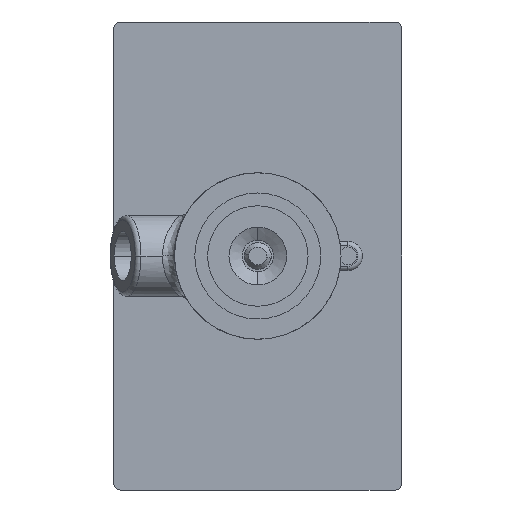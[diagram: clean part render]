
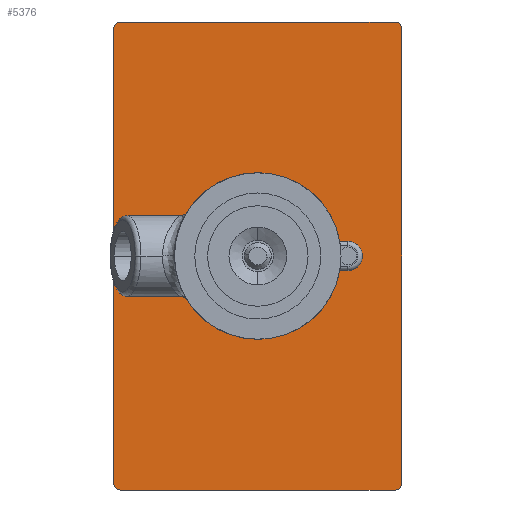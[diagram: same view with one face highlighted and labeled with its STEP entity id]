
A CAD part, left-side view. The second image highlights one B-rep face of the part: STEP entity #5376.
In plain terms, the highlighted planar face has unit normal (-1, 0, 0).
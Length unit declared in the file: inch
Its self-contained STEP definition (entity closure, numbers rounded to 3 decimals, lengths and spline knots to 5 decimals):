
#5113=CARTESIAN_POINT('',(-1.3644,0.,0.));
#5114=DIRECTION('',(1.,0.,0.));
#5115=DIRECTION('',(0.,-1.,0.));
#5116=AXIS2_PLACEMENT_3D('',#5113,#5114,#5115);
#5118=CARTESIAN_POINT('',(-1.3644,0.,0.));
#5119=DIRECTION('',(1.,0.,0.));
#5120=DIRECTION('',(0.,1.,0.));
#5121=AXIS2_PLACEMENT_3D('',#5118,#5119,#5120);
#5123=CARTESIAN_POINT('',(-1.3644,-1.25,0.));
#5124=DIRECTION('',(-1.,0.,0.));
#5125=DIRECTION('',(0.,1.,0.));
#5126=AXIS2_PLACEMENT_3D('',#5123,#5124,#5125);
#5128=CARTESIAN_POINT('',(-1.3644,-1.25,0.));
#5129=DIRECTION('',(-1.,0.,0.));
#5130=DIRECTION('',(0.,-1.,0.));
#5131=AXIS2_PLACEMENT_3D('',#5128,#5129,#5130);
#5133=CARTESIAN_POINT('',(-1.3644,1.25,0.));
#5134=DIRECTION('',(-1.,0.,0.));
#5135=DIRECTION('',(0.,1.,0.));
#5136=AXIS2_PLACEMENT_3D('',#5133,#5134,#5135);
#5138=CARTESIAN_POINT('',(-1.3644,1.25,0.));
#5139=DIRECTION('',(-1.,0.,0.));
#5140=DIRECTION('',(0.,-1.,0.));
#5141=AXIS2_PLACEMENT_3D('',#5138,#5139,#5140);
#5143=CARTESIAN_POINT('',(-1.3644,-1.90625,3.15625));
#5144=DIRECTION('',(-1.,0.,0.));
#5145=DIRECTION('',(0.,-1.,0.));
#5146=AXIS2_PLACEMENT_3D('',#5143,#5144,#5145);
#5148=DIRECTION('',(0.,0.,1.));
#5149=VECTOR('',#5148,6.3125);
#5150=CARTESIAN_POINT('',(-1.3644,-2.,-3.15625));
#5151=LINE('',#5150,#5149);
#5152=CARTESIAN_POINT('',(-1.3644,-1.90625,-3.15625));
#5153=DIRECTION('',(-1.,0.,0.));
#5154=DIRECTION('',(0.,0.,-1.));
#5155=AXIS2_PLACEMENT_3D('',#5152,#5153,#5154);
#5157=DIRECTION('',(0.,-1.,0.));
#5158=VECTOR('',#5157,3.8125);
#5159=CARTESIAN_POINT('',(-1.3644,1.90625,-3.25));
#5160=LINE('',#5159,#5158);
#5161=CARTESIAN_POINT('',(-1.3644,1.90625,-3.15625));
#5162=DIRECTION('',(-1.,0.,0.));
#5163=DIRECTION('',(0.,1.,0.));
#5164=AXIS2_PLACEMENT_3D('',#5161,#5162,#5163);
#5166=DIRECTION('',(0.,0.,-1.));
#5167=VECTOR('',#5166,6.3125);
#5168=CARTESIAN_POINT('',(-1.3644,2.,3.15625));
#5169=LINE('',#5168,#5167);
#5170=CARTESIAN_POINT('',(-1.3644,1.90625,3.15625));
#5171=DIRECTION('',(-1.,0.,0.));
#5172=DIRECTION('',(0.,0.,1.));
#5173=AXIS2_PLACEMENT_3D('',#5170,#5171,#5172);
#5175=DIRECTION('',(0.,1.,0.));
#5176=VECTOR('',#5175,3.8125);
#5177=CARTESIAN_POINT('',(-1.3644,-1.90625,3.25));
#5178=LINE('',#5177,#5176);
#5223=CARTESIAN_POINT('',(-1.3644,-0.925,0.));
#5224=CARTESIAN_POINT('',(-1.3644,0.925,0.));
#5225=VERTEX_POINT('',#5223);
#5226=VERTEX_POINT('',#5224);
#5227=CARTESIAN_POINT('',(-1.3644,-1.395,0.));
#5228=CARTESIAN_POINT('',(-1.3644,-1.105,0.));
#5229=VERTEX_POINT('',#5227);
#5230=VERTEX_POINT('',#5228);
#5231=CARTESIAN_POINT('',(-1.3644,1.105,0.));
#5232=CARTESIAN_POINT('',(-1.3644,1.395,0.));
#5233=VERTEX_POINT('',#5231);
#5234=VERTEX_POINT('',#5232);
#5239=CARTESIAN_POINT('',(-1.3644,-2.,3.15625));
#5240=VERTEX_POINT('',#5239);
#5241=CARTESIAN_POINT('',(-1.3644,-1.90625,3.25));
#5242=VERTEX_POINT('',#5241);
#5247=CARTESIAN_POINT('',(-1.3644,1.90625,3.25));
#5248=VERTEX_POINT('',#5247);
#5249=CARTESIAN_POINT('',(-1.3644,2.,3.15625));
#5250=VERTEX_POINT('',#5249);
#5255=CARTESIAN_POINT('',(-1.3644,-1.90625,-3.25));
#5256=VERTEX_POINT('',#5255);
#5257=CARTESIAN_POINT('',(-1.3644,-2.,-3.15625));
#5258=VERTEX_POINT('',#5257);
#5263=CARTESIAN_POINT('',(-1.3644,2.,-3.15625));
#5264=VERTEX_POINT('',#5263);
#5265=CARTESIAN_POINT('',(-1.3644,1.90625,-3.25));
#5266=VERTEX_POINT('',#5265);
#5337=CARTESIAN_POINT('',(-1.3644,0.,0.));
#5338=DIRECTION('',(-1.,0.,0.));
#5339=DIRECTION('',(0.,-1.,0.));
#5340=AXIS2_PLACEMENT_3D('',#5337,#5338,#5339);
#5341=PLANE('',#5340);
#5343=ORIENTED_EDGE('',*,*,#5342,.F.);
#5345=ORIENTED_EDGE('',*,*,#5344,.F.);
#5347=ORIENTED_EDGE('',*,*,#5346,.F.);
#5349=ORIENTED_EDGE('',*,*,#5348,.F.);
#5351=ORIENTED_EDGE('',*,*,#5350,.F.);
#5353=ORIENTED_EDGE('',*,*,#5352,.F.);
#5355=ORIENTED_EDGE('',*,*,#5354,.F.);
#5357=ORIENTED_EDGE('',*,*,#5356,.F.);
#5358=EDGE_LOOP('',(#5343,#5345,#5347,#5349,#5351,#5353,#5355,#5357));
#5359=FACE_OUTER_BOUND('',#5358,.F.);
#5361=ORIENTED_EDGE('',*,*,#5360,.T.);
#5363=ORIENTED_EDGE('',*,*,#5362,.T.);
#5364=EDGE_LOOP('',(#5361,#5363));
#5365=FACE_BOUND('',#5364,.F.);
#5367=ORIENTED_EDGE('',*,*,#5366,.T.);
#5369=ORIENTED_EDGE('',*,*,#5368,.T.);
#5370=EDGE_LOOP('',(#5367,#5369));
#5371=FACE_BOUND('',#5370,.F.);
#5372=ORIENTED_EDGE('',*,*,#5317,.F.);
#5373=ORIENTED_EDGE('',*,*,#5331,.F.);
#5374=EDGE_LOOP('',(#5372,#5373));
#5375=FACE_BOUND('',#5374,.F.);
#5117=CIRCLE('',#5116,0.925);
#5122=CIRCLE('',#5121,0.925);
#5127=CIRCLE('',#5126,0.145);
#5132=CIRCLE('',#5131,0.145);
#5137=CIRCLE('',#5136,0.145);
#5142=CIRCLE('',#5141,0.145);
#5147=CIRCLE('',#5146,0.09375);
#5156=CIRCLE('',#5155,0.09375);
#5165=CIRCLE('',#5164,0.09375);
#5174=CIRCLE('',#5173,0.09375);
#5317=EDGE_CURVE('',#5225,#5226,#5117,.T.);
#5331=EDGE_CURVE('',#5226,#5225,#5122,.T.);
#5342=EDGE_CURVE('',#5240,#5242,#5147,.T.);
#5344=EDGE_CURVE('',#5258,#5240,#5151,.T.);
#5346=EDGE_CURVE('',#5256,#5258,#5156,.T.);
#5348=EDGE_CURVE('',#5266,#5256,#5160,.T.);
#5350=EDGE_CURVE('',#5264,#5266,#5165,.T.);
#5352=EDGE_CURVE('',#5250,#5264,#5169,.T.);
#5354=EDGE_CURVE('',#5248,#5250,#5174,.T.);
#5356=EDGE_CURVE('',#5242,#5248,#5178,.T.);
#5360=EDGE_CURVE('',#5230,#5229,#5127,.T.);
#5362=EDGE_CURVE('',#5229,#5230,#5132,.T.);
#5366=EDGE_CURVE('',#5234,#5233,#5137,.T.);
#5368=EDGE_CURVE('',#5233,#5234,#5142,.T.);
#5376=ADVANCED_FACE('',(#5359,#5365,#5371,#5375),#5341,.T.);
